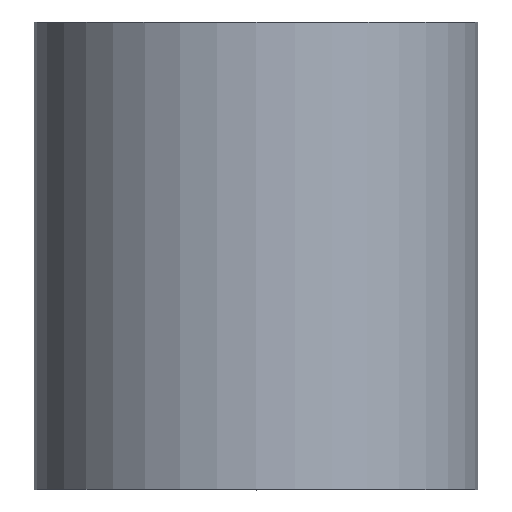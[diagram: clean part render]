
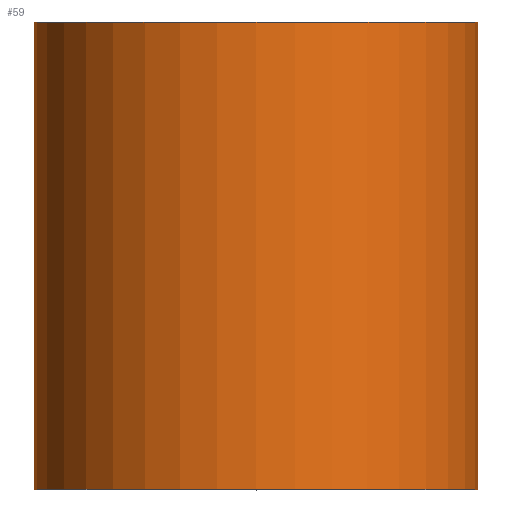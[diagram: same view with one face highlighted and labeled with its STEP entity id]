
A CAD part, top view. The second image highlights one B-rep face of the part: STEP entity #59.
In plain terms, the highlighted cylindrical face has radius 19 mm (diameter 38 mm), a full revolution.
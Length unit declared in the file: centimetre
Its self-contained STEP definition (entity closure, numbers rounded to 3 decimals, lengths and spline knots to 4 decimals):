
#18=CYLINDRICAL_SURFACE('',#67,1.9);
#21=FACE_BOUND('',#31,.T.);
#25=FACE_OUTER_BOUND('',#30,.T.);
#30=EDGE_LOOP('',(#50));
#31=EDGE_LOOP('',(#51));
#36=CIRCLE('',#65,1.9);
#38=CIRCLE('',#68,1.9);
#40=VERTEX_POINT('',#92);
#42=VERTEX_POINT('',#97);
#44=EDGE_CURVE('',#40,#40,#36,.T.);
#46=EDGE_CURVE('',#42,#42,#38,.T.);
#50=ORIENTED_EDGE('',*,*,#44,.F.);
#51=ORIENTED_EDGE('',*,*,#46,.F.);
#59=ADVANCED_FACE('',(#25,#21),#18,.T.);
#65=AXIS2_PLACEMENT_3D('',#93,#76,#77);
#67=AXIS2_PLACEMENT_3D('',#96,#80,#81);
#68=AXIS2_PLACEMENT_3D('',#98,#82,#83);
#76=DIRECTION('center_axis',(0.,-1.,0.));
#77=DIRECTION('ref_axis',(0.,0.,1.));
#80=DIRECTION('center_axis',(0.,-1.,0.));
#81=DIRECTION('ref_axis',(0.,0.,1.));
#82=DIRECTION('center_axis',(0.,1.,0.));
#83=DIRECTION('ref_axis',(0.,0.,-1.));
#92=CARTESIAN_POINT('',(0.,-2.,-1.9));
#93=CARTESIAN_POINT('Origin',(0.,-2.,0.));
#96=CARTESIAN_POINT('Origin',(0.,-2.,0.));
#97=CARTESIAN_POINT('',(0.,2.,-1.9));
#98=CARTESIAN_POINT('Origin',(0.,2.,0.));
